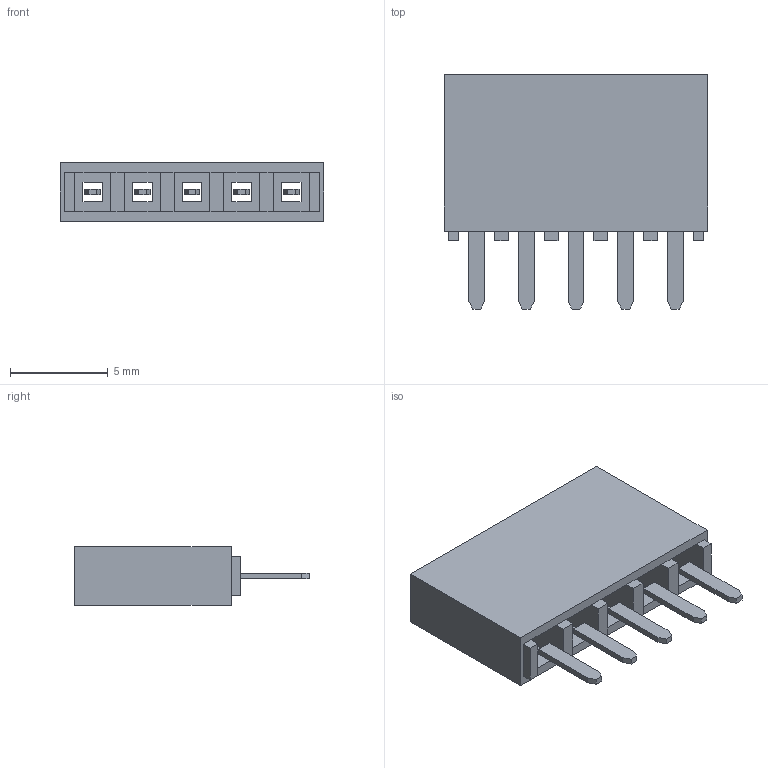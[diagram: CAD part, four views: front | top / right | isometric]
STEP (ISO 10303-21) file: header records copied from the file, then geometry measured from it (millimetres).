
FILE_DESCRIPTION (( 'STEP AP203' ), '1' );
FILE_NAME ('BG130-05-X-0350-X-X_revE.STEP', '2014-11-12T14:29:08', ( '' ), ( '' ), 'SwSTEP 2.0', 'SolidWorks 2010', '' );
FILE_SCHEMA (( 'CONFIG_CONTROL_DESIGN' ));
Length unit declared in the file: millimetre
Products named in the file (3): BG130-05-INS; BG130-PIN; BG130-05-X-0350-X-X_revE
Assembly tree (6 placements, depth 2):
  BG130-05-X-0350-X-X_revE
    BG130-PIN  x5
    BG130-05-INS
Bounding box: 13.5 x 12 x 3 mm (x, y, z)
Volume: 190.1 mm3; surface area: 690.7 mm2
Topology: 6 solids, 6 shells, 131 faces, 314 edges, 196 vertices
Faces by surface type: plane 131
Entity records: 3249 total; most frequent: CARTESIAN_POINT 498, ORIENTED_EDGE 484, DIRECTION 458, EDGE_CURVE 242, VECTOR 242, LINE 242, VERTEX_POINT 148, EDGE_LOOP 110
